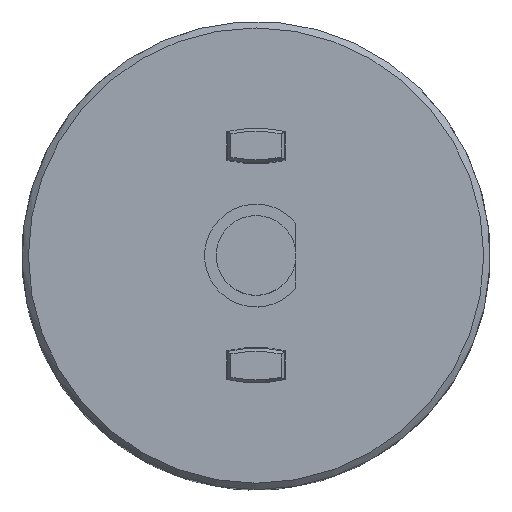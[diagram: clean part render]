
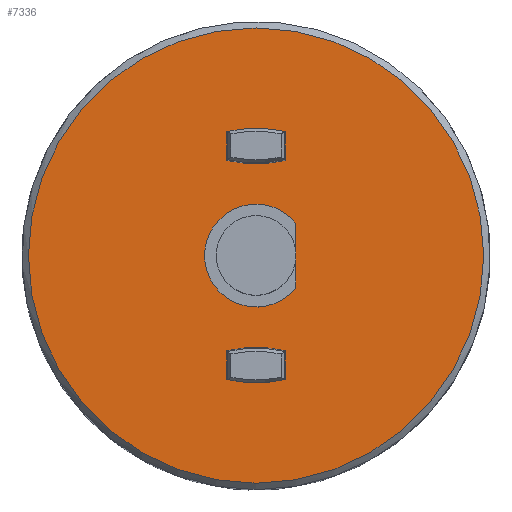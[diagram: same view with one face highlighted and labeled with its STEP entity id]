
A CAD part, top view. The second image highlights one B-rep face of the part: STEP entity #7336.
In plain terms, the highlighted planar face has unit normal (0, 0, 1).
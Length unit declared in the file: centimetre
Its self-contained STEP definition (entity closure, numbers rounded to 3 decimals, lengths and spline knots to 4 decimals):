
#74=FACE_BOUND($,#582,.T.);
#75=FACE_BOUND($,#583,.T.);
#76=FACE_BOUND($,#584,.T.);
#77=FACE_BOUND($,#585,.T.);
#116=CIRCLE($,#7743,0.885);
#117=CIRCLE($,#7745,0.4837);
#118=CIRCLE($,#7746,0.495);
#119=CIRCLE($,#7747,0.495);
#120=CIRCLE($,#7748,0.4837);
#121=CIRCLE($,#7749,0.2);
#582=EDGE_LOOP($,(#4828,#4829,#4830,#4831));
#583=EDGE_LOOP($,(#4832,#4833,#4834,#4835));
#584=EDGE_LOOP($,(#4836,#4837));
#585=EDGE_LOOP($,(#4838));
#1039=LINE($,#10192,#2032);
#1040=LINE($,#10196,#2033);
#1041=LINE($,#10200,#2034);
#1042=LINE($,#10204,#2035);
#1043=LINE($,#10208,#2036);
#2032=VECTOR($,#8252,0.1119);
#2033=VECTOR($,#8255,0.1119);
#2034=VECTOR($,#8258,0.1119);
#2035=VECTOR($,#8261,0.1119);
#2036=VECTOR($,#8264,0.2528);
#3022=VERTEX_POINT($,#10187);
#3023=VERTEX_POINT($,#10190);
#3024=VERTEX_POINT($,#10191);
#3025=VERTEX_POINT($,#10193);
#3026=VERTEX_POINT($,#10195);
#3027=VERTEX_POINT($,#10198);
#3028=VERTEX_POINT($,#10199);
#3029=VERTEX_POINT($,#10201);
#3030=VERTEX_POINT($,#10203);
#3031=VERTEX_POINT($,#10206);
#3032=VERTEX_POINT($,#10207);
#3742=EDGE_CURVE($,#3022,#3022,#116,.T.);
#3743=EDGE_CURVE($,#3023,#3024,#1039,.T.);
#3744=EDGE_CURVE($,#3025,#3023,#117,.T.);
#3745=EDGE_CURVE($,#3026,#3025,#1040,.T.);
#3746=EDGE_CURVE($,#3024,#3026,#118,.T.);
#3747=EDGE_CURVE($,#3027,#3028,#1041,.T.);
#3748=EDGE_CURVE($,#3029,#3027,#119,.T.);
#3749=EDGE_CURVE($,#3030,#3029,#1042,.T.);
#3750=EDGE_CURVE($,#3028,#3030,#120,.T.);
#3751=EDGE_CURVE($,#3031,#3032,#1043,.T.);
#3752=EDGE_CURVE($,#3032,#3031,#121,.T.);
#4828=ORIENTED_EDGE($,*,*,#3743,.F.);
#4829=ORIENTED_EDGE($,*,*,#3744,.F.);
#4830=ORIENTED_EDGE($,*,*,#3745,.F.);
#4831=ORIENTED_EDGE($,*,*,#3746,.F.);
#4832=ORIENTED_EDGE($,*,*,#3747,.F.);
#4833=ORIENTED_EDGE($,*,*,#3748,.F.);
#4834=ORIENTED_EDGE($,*,*,#3749,.F.);
#4835=ORIENTED_EDGE($,*,*,#3750,.F.);
#4836=ORIENTED_EDGE($,*,*,#3751,.F.);
#4837=ORIENTED_EDGE($,*,*,#3752,.F.);
#4838=ORIENTED_EDGE($,*,*,#3742,.F.);
#6964=PLANE($,#7744);
#7336=ADVANCED_FACE($,(#74,#75,#76,#77),#6964,.F.);
#7743=AXIS2_PLACEMENT_3D($,#10188,#8248,#8249);
#7744=AXIS2_PLACEMENT_3D($,#10189,#8250,#8251);
#7745=AXIS2_PLACEMENT_3D($,#10194,#8253,#8254);
#7746=AXIS2_PLACEMENT_3D($,#10197,#8256,#8257);
#7747=AXIS2_PLACEMENT_3D($,#10202,#8259,#8260);
#7748=AXIS2_PLACEMENT_3D($,#10205,#8262,#8263);
#7749=AXIS2_PLACEMENT_3D($,#10209,#8265,#8266);
#8248=DIRECTION('center_axis',(0.,0.,
-1.));
#8249=DIRECTION('ref_axis',(0.,1.,0.));
#8250=DIRECTION('center_axis',(0.,0.,
-1.));
#8251=DIRECTION('ref_axis',(0.,-1.,0.));
#8252=DIRECTION($,(0.,1.,0.));
#8253=DIRECTION('center_axis',(0.,0.,
1.));
#8254=DIRECTION('ref_axis',(-0.253,-0.968,0.));
#8255=DIRECTION($,(0.,-1.,0.));
#8256=DIRECTION('center_axis',(0.,0.,
1.));
#8257=DIRECTION('ref_axis',(0.253,0.968,0.));
#8258=DIRECTION($,(0.,1.,0.));
#8259=DIRECTION('center_axis',(0.,0.,
1.));
#8260=DIRECTION('ref_axis',(-0.253,-0.968,0.));
#8261=DIRECTION($,(0.,-1.,0.));
#8262=DIRECTION('center_axis',(0.,0.,
1.));
#8263=DIRECTION('ref_axis',(0.253,0.968,0.));
#8264=DIRECTION($,(0.,1.,0.));
#8265=DIRECTION('center_axis',(0.,0.,
1.));
#8266=DIRECTION('ref_axis',(1.,0.,0.));
#10187=CARTESIAN_POINT('',(0.,-0.885,-0.4282));
#10188=CARTESIAN_POINT('Origin',(0.,0.,
-0.4282));
#10189=CARTESIAN_POINT('Origin',(0.,0.,
-0.4282));
#10190=CARTESIAN_POINT('',(0.1137,0.3699,-0.4282));
#10191=CARTESIAN_POINT('',(0.1137,0.4818,-0.4282));
#10192=CARTESIAN_POINT($,(0.1137,0.2395,-0.4282));
#10193=CARTESIAN_POINT('',(-0.1137,0.3699,-0.4282));
#10194=CARTESIAN_POINT('Origin',(0.,0.84,
-0.4282));
#10195=CARTESIAN_POINT('',(-0.1137,0.4818,-0.4282));
#10196=CARTESIAN_POINT($,(-0.1137,0.1805,-0.4282));
#10197=CARTESIAN_POINT('Origin',(0.,0.,
-0.4282));
#10198=CARTESIAN_POINT('',(0.1137,-0.4818,-0.4282));
#10199=CARTESIAN_POINT('',(0.1137,-0.3699,-0.4282));
#10200=CARTESIAN_POINT($,(0.1137,-0.1805,-0.4282));
#10201=CARTESIAN_POINT('',(-0.1137,-0.4818,-0.4282));
#10202=CARTESIAN_POINT('Origin',(0.,0.,
-0.4282));
#10203=CARTESIAN_POINT('',(-0.1137,-0.3699,-0.4282));
#10204=CARTESIAN_POINT($,(-0.1137,-0.2395,-0.4282));
#10205=CARTESIAN_POINT('Origin',(0.,-0.84,
-0.4282));
#10206=CARTESIAN_POINT('',(0.155,-0.1264,-0.4282));
#10207=CARTESIAN_POINT('',(0.155,0.1264,-0.4282));
#10208=CARTESIAN_POINT($,(0.155,-0.0632,-0.4282));
#10209=CARTESIAN_POINT('Origin',(0.,0.,
-0.4282));
